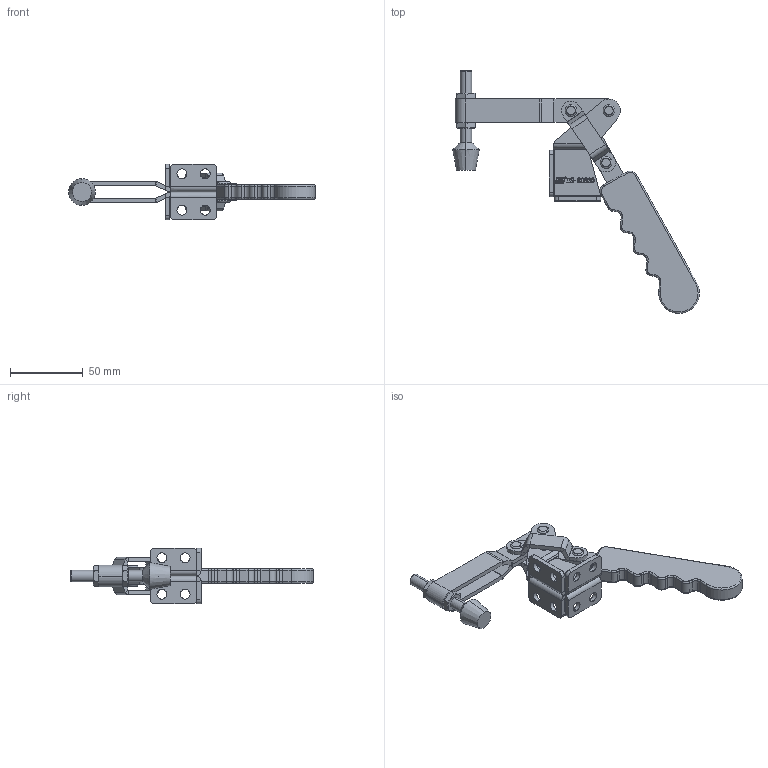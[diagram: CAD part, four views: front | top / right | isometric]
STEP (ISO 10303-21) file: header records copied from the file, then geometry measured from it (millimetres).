
FILE_DESCRIPTION (( 'STEP AP203' ), '1' );
FILE_NAME ('HS-20820 装配体.STEP', '2018-12-07T03:21:51', ( 'PCOS' ), ( '微软中国' ), 'SwSTEP 2.0', 'SolidWorks 2012', '' );
FILE_SCHEMA (( 'CONFIG_CONTROL_DESIGN' ));
Length unit declared in the file: millimetre
Products named in the file (11): HS-20820 蚾饜极; hex thin nuts-grades ab-chamfered gb_GB_FASTENER_NUT_STNAB M8-N; hexagon head bolts-full thread gb_GB_FASTENER_BOLT_STBAB A M8X55-N; 揤輸; 揤參; 种; 忒梟; 忒參; 蟀裝; 菁釱酘; 菁釱衵
Assembly tree (15 placements, depth 2):
  HS-20820 蚾饜极
    菁釱衵
    菁釱酘
    蟀裝  x2
    忒參
    忒梟
    种  x4
    揤參
    揤輸
    hexagon head bolts-full thread gb_GB_FASTENER_BOLT_STBAB A M8X55-N
    hex thin nuts-grades ab-chamfered gb_GB_FASTENER_NUT_STNAB M8-N  x2
Bounding box: 169.38 x 166.51 x 38 mm (x, y, z)
Volume: 68988.8 mm3; surface area: 48276.8 mm2
Topology: 16 solids, 16 shells, 830 faces, 2033 edges, 1274 vertices
Faces by surface type: plane 390, cylinder 209, bspline 155, torus 46, cone 30
Entity records: 29851 total; most frequent: CARTESIAN_POINT 11630, ORIENTED_EDGE 3696, DIRECTION 3144, EDGE_CURVE 1848, VERTEX_POINT 1164, AXIS2_PLACEMENT_3D 1048, LINE 1048, VECTOR 1048
